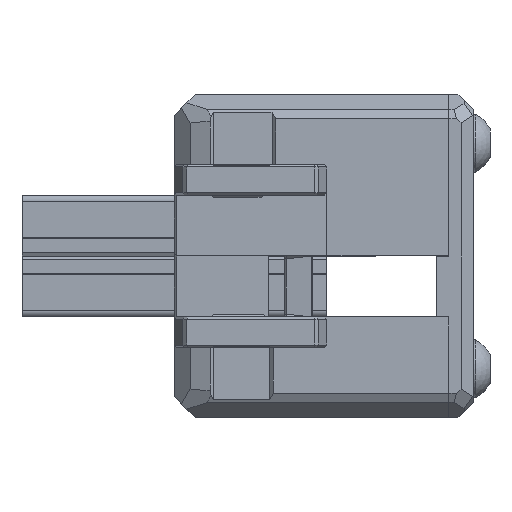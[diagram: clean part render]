
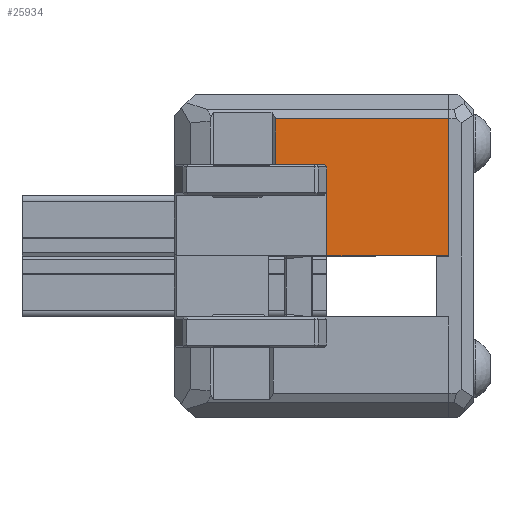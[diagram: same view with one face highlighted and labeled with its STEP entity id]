
A CAD part, left-side view. The second image highlights one B-rep face of the part: STEP entity #25934.
In plain terms, the highlighted planar face has unit normal (-1, 0, 0).
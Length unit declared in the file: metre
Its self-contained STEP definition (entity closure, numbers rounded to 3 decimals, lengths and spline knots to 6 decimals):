
#8141=ORIENTED_EDGE('',*,*,#11872,.F.);
#8142=ORIENTED_EDGE('',*,*,#11871,.F.);
#8143=ORIENTED_EDGE('',*,*,#11834,.F.);
#8144=ORIENTED_EDGE('',*,*,#11810,.F.);
#8145=ORIENTED_EDGE('',*,*,#11816,.T.);
#8146=ORIENTED_EDGE('',*,*,#11475,.T.);
#8147=ORIENTED_EDGE('',*,*,#11873,.F.);
#11475=EDGE_CURVE('',#14079,#14078,#16939,.T.);
#11810=EDGE_CURVE('',#14212,#14213,#17192,.T.);
#11816=EDGE_CURVE('',#14212,#14079,#17198,.T.);
#11834=EDGE_CURVE('',#14213,#14225,#17215,.T.);
#11871=EDGE_CURVE('',#14225,#14251,#17252,.T.);
#11872=EDGE_CURVE('',#14251,#14252,#17253,.T.);
#11873=EDGE_CURVE('',#14252,#14078,#17254,.T.);
#14078=VERTEX_POINT('',#42332);
#14079=VERTEX_POINT('',#42334);
#14212=VERTEX_POINT('',#42999);
#14213=VERTEX_POINT('',#43000);
#14225=VERTEX_POINT('',#43047);
#14251=VERTEX_POINT('',#43119);
#14252=VERTEX_POINT('',#43123);
#16939=LINE('',#42333,#19955);
#17192=LINE('',#42998,#20208);
#17198=LINE('',#43009,#20214);
#17215=LINE('',#43046,#20231);
#17252=LINE('',#43120,#20268);
#17253=LINE('',#43122,#20269);
#17254=LINE('',#43124,#20270);
#19955=VECTOR('',#34183,1.);
#20208=VECTOR('',#34978,1.);
#20214=VECTOR('',#34988,1.);
#20231=VECTOR('',#35025,1.);
#20268=VECTOR('',#35082,1.);
#20269=VECTOR('',#35085,1.);
#20270=VECTOR('',#35086,1.);
#21833=EDGE_LOOP('',(#8141,#8142,#8143,#8144,#8145,#8146,#8147));
#23398=FACE_BOUND('',#21833,.T.);
#24520=PLANE('',#28124);
#25934=ADVANCED_FACE('',(#23398),#24520,.T.);
#28124=AXIS2_PLACEMENT_3D('',#43121,#35083,#35084);
#34183=DIRECTION('',(0.,-1.,0.));
#34978=DIRECTION('',(0.,0.707,0.707));
#34988=DIRECTION('',(0.,0.,-1.));
#35025=DIRECTION('',(0.,1.,0.));
#35082=DIRECTION('',(0.,0.,1.));
#35083=DIRECTION('',(-1.,0.,0.));
#35084=DIRECTION('',(0.,1.,0.));
#35085=DIRECTION('',(0.,-1.,0.));
#35086=DIRECTION('',(0.,0.,-1.));
#42332=CARTESIAN_POINT('',(-0.094878,-0.007153,0.088406));
#42333=CARTESIAN_POINT('',(-0.094878,0.016347,0.088406));
#42334=CARTESIAN_POINT('',(-0.094878,0.012847,0.088406));
#42998=CARTESIAN_POINT('',(-0.094878,0.006897,0.097056));
#42999=CARTESIAN_POINT('',(-0.094878,0.012847,0.103006));
#43000=CARTESIAN_POINT('',(-0.094878,0.013247,0.103406));
#43009=CARTESIAN_POINT('',(-0.094878,0.012847,0.101906));
#43046=CARTESIAN_POINT('',(-0.094878,-0.005403,0.103406));
#43047=CARTESIAN_POINT('',(-0.094878,0.021247,0.103406));
#43119=CARTESIAN_POINT('',(-0.094878,0.021247,0.110906));
#43120=CARTESIAN_POINT('',(-0.094878,0.021247,0.08891));
#43121=CARTESIAN_POINT('',(-0.094878,0.016347,0.086659));
#43122=CARTESIAN_POINT('',(-0.094878,0.004597,0.110906));
#43123=CARTESIAN_POINT('',(-0.094878,-0.007153,0.110906));
#43124=CARTESIAN_POINT('',(-0.094878,-0.007153,0.101906));
